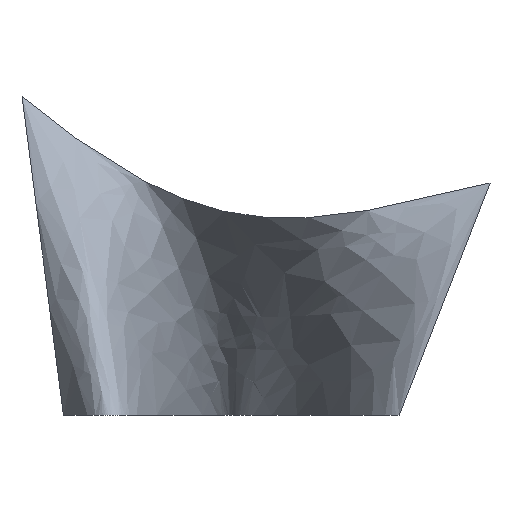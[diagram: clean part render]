
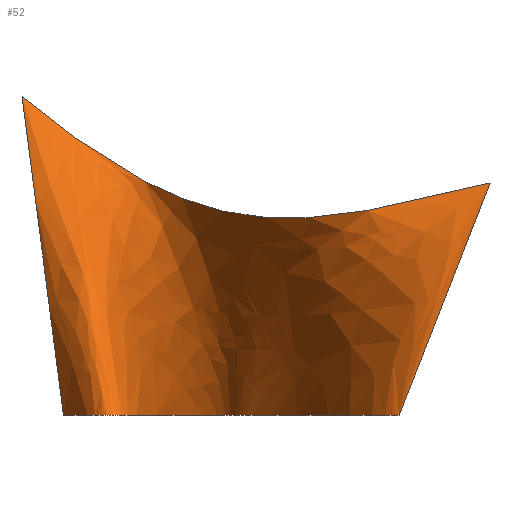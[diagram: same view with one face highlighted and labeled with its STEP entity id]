
A CAD part, left-side view. The second image highlights one B-rep face of the part: STEP entity #52.
In plain terms, the highlighted free-form (B-spline) face has degree [3, 1] with [16, 2] control points.
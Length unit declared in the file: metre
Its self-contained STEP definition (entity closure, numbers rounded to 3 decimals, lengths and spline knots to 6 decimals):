
#33=ORIENTED_EDGE('',*,*,#37,.T.);
#34=ORIENTED_EDGE('',*,*,#38,.F.);
#35=ORIENTED_EDGE('',*,*,#39,.F.);
#36=ORIENTED_EDGE('',*,*,#40,.T.);
#37=EDGE_CURVE('',#41,#42,#45,.T.);
#38=EDGE_CURVE('',#43,#42,#46,.F.);
#39=EDGE_CURVE('',#44,#43,#47,.F.);
#40=EDGE_CURVE('',#44,#41,#48,.T.);
#41=VERTEX_POINT('',#127);
#42=VERTEX_POINT('',#128);
#43=VERTEX_POINT('',#157);
#44=VERTEX_POINT('',#162);
#45=B_SPLINE_CURVE_WITH_KNOTS('',3,(#123,#124,#125,#126),.UNSPECIFIED.,
 .F.,.F.,(4,4),(0.,1.),.UNSPECIFIED.);
#46=B_SPLINE_CURVE_WITH_KNOTS('',3,(#129,#130,#131,#132,#133,#134,#135,
#136,#137,#138,#139,#140,#141,#142,#143,#144,#145,#146,#147,#148,#149,#150,
#151,#152,#153,#154,#155,#156),.UNSPECIFIED.,.F.,.F.,(4,1,1,1,1,1,1,1,1,
1,1,1,1,1,1,1,1,1,1,1,1,1,1,1,1,4),(0.,0.0625,0.09375,0.125,0.15625,0.171875,
0.1875,0.21875,0.25,0.28125,0.3125,0.375,0.4375,0.5,0.53125,0.5625,0.578125,
0.59375,0.625,0.65625,0.6875,0.75,0.8125,0.875,0.9375,1.),.UNSPECIFIED.);
#47=B_SPLINE_CURVE_WITH_KNOTS('',3,(#158,#159,#160,#161),.UNSPECIFIED.,
 .F.,.F.,(4,4),(0.,1.),.UNSPECIFIED.);
#48=B_SPLINE_CURVE_WITH_KNOTS('',3,(#163,#164,#165,#166,#167,#168,#169,
#170,#171,#172,#173,#174,#175),.UNSPECIFIED.,.F.,.F.,(4,1,1,1,1,1,1,1,1,
1,4),(0.,0.125,0.25,0.3125,0.375,0.4375,0.5,0.625,0.75,0.875,1.),
 .UNSPECIFIED.);
#49=EDGE_LOOP('',(#33,#34,#35,#36));
#50=FACE_BOUND('',#49,.T.);
#51=B_SPLINE_SURFACE_WITH_KNOTS('',3,1,((#91,#92),(#93,#94),(#95,#96),(#97,
#98),(#99,#100),(#101,#102),(#103,#104),(#105,#106),(#107,#108),(#109,#110),
(#111,#112),(#113,#114),(#115,#116),(#117,#118),(#119,#120),(#121,#122)),
 .RULED_SURF.,.F.,.F.,.F.,(4,2,2,2,2,2,2,4),(2,2),(0.,0.40625,0.421875,
0.6875,0.75,0.828125,0.84375,1.),(0.,1.),.UNSPECIFIED.);
#52=ADVANCED_FACE('',(#50),#51,.T.);
#91=CARTESIAN_POINT('',(0.,-0.051385,0.05908));
#92=CARTESIAN_POINT('',(-0.048471,-0.028271,0.));
#93=CARTESIAN_POINT('',(0.,-0.030074,0.053735));
#94=CARTESIAN_POINT('',(-0.036708,-0.012412,0.));
#95=CARTESIAN_POINT('',(0.,-0.008762,0.04839));
#96=CARTESIAN_POINT('',(0.065516,0.002004,0.));
#97=CARTESIAN_POINT('',(0.,0.010281,0.050756));
#98=CARTESIAN_POINT('',(0.070934,0.0133,0.));
#99=CARTESIAN_POINT('',(0.,0.010982,0.050855));
#100=CARTESIAN_POINT('',(0.070991,0.013713,0.));
#101=CARTESIAN_POINT('',(0.,0.023516,0.052834));
#102=CARTESIAN_POINT('',(0.069248,0.021053,0.));
#103=CARTESIAN_POINT('',(0.,0.03405,0.057847));
#104=CARTESIAN_POINT('',(0.023662,0.026454,0.));
#105=CARTESIAN_POINT('',(0.,0.044851,0.064359));
#106=CARTESIAN_POINT('',(-0.01819,0.034135,0.));
#107=CARTESIAN_POINT('',(0.,0.046809,0.065613));
#108=CARTESIAN_POINT('',(-0.025514,0.035643,0.));
#109=CARTESIAN_POINT('',(0.,0.050979,0.068385));
#110=CARTESIAN_POINT('',(-0.038903,0.039207,0.));
#111=CARTESIAN_POINT('',(0.,0.053136,0.069896));
#112=CARTESIAN_POINT('',(-0.044196,0.041305,0.));
#113=CARTESIAN_POINT('',(0.,0.055594,0.071685));
#114=CARTESIAN_POINT('',(-0.046275,0.044036,0.));
#115=CARTESIAN_POINT('',(0.,0.056,0.071983));
#116=CARTESIAN_POINT('',(-0.046475,0.044499,0.));
#117=CARTESIAN_POINT('',(0.,0.060414,0.075247));
#118=CARTESIAN_POINT('',(-0.047264,0.049641,0.));
#119=CARTESIAN_POINT('',(0.,0.064029,0.078143));
#120=CARTESIAN_POINT('',(-0.035204,0.054766,0.));
#121=CARTESIAN_POINT('',(0.,0.067645,0.081039));
#122=CARTESIAN_POINT('',(-0.030449,0.057086,0.));
#123=CARTESIAN_POINT('',(0.,0.067645,0.081039));
#124=CARTESIAN_POINT('',(-0.01015,0.064125,0.054026));
#125=CARTESIAN_POINT('',(-0.0203,0.060606,0.027013));
#126=CARTESIAN_POINT('',(-0.030449,0.057086,0.));
#127=CARTESIAN_POINT('',(0.,0.067645,0.081039));
#128=CARTESIAN_POINT('',(-0.030449,0.057086,0.));
#129=CARTESIAN_POINT('',(-0.030449,0.057086,0.));
#130=CARTESIAN_POINT('',(-0.032351,0.056158,0.));
#131=CARTESIAN_POINT('',(-0.036957,0.054093,0.));
#132=CARTESIAN_POINT('',(-0.04275,0.050618,0.));
#133=CARTESIAN_POINT('',(-0.045954,0.047807,0.));
#134=CARTESIAN_POINT('',(-0.046876,0.045425,0.));
#135=CARTESIAN_POINT('',(-0.046073,0.043574,0.));
#136=CARTESIAN_POINT('',(-0.044114,0.041782,0.));
#137=CARTESIAN_POINT('',(-0.039705,0.039641,0.));
#138=CARTESIAN_POINT('',(-0.031808,0.037208,0.));
#139=CARTESIAN_POINT('',(-0.021852,0.034889,0.));
#140=CARTESIAN_POINT('',(-0.006556,0.031918,0.));
#141=CARTESIAN_POINT('',(0.014993,0.028373,0.));
#142=CARTESIAN_POINT('',(0.040392,0.024208,0.));
#143=CARTESIAN_POINT('',(0.057549,0.020657,0.));
#144=CARTESIAN_POINT('',(0.066696,0.017676,0.));
#145=CARTESIAN_POINT('',(0.07005,0.015736,0.));
#146=CARTESIAN_POINT('',(0.071047,0.014126,0.));
#147=CARTESIAN_POINT('',(0.07082,0.012474,0.));
#148=CARTESIAN_POINT('',(0.068381,0.01033,0.));
#149=CARTESIAN_POINT('',(0.062523,0.007637,0.));
#150=CARTESIAN_POINT('',(0.051486,0.003894,0.));
#151=CARTESIAN_POINT('',(0.032919,-0.001056,0.));
#152=CARTESIAN_POINT('',(0.007101,-0.007383,0.));
#153=CARTESIAN_POINT('',(-0.018157,-0.014053,0.));
#154=CARTESIAN_POINT('',(-0.03876,-0.02102,0.));
#155=CARTESIAN_POINT('',(-0.046662,-0.025831,0.));
#156=CARTESIAN_POINT('',(-0.048471,-0.028271,0.));
#157=CARTESIAN_POINT('',(-0.048471,-0.028271,0.));
#158=CARTESIAN_POINT('',(-0.048471,-0.028271,0.));
#159=CARTESIAN_POINT('',(-0.032314,-0.035976,0.019693));
#160=CARTESIAN_POINT('',(-0.016157,-0.043681,0.039386));
#161=CARTESIAN_POINT('',(0.,-0.051385,0.05908));
#162=CARTESIAN_POINT('',(0.,-0.051385,0.05908));
#163=CARTESIAN_POINT('',(0.,-0.051385,0.05908));
#164=CARTESIAN_POINT('',(0.,-0.044828,0.057435));
#165=CARTESIAN_POINT('',(0.,-0.031713,0.054146));
#166=CARTESIAN_POINT('',(0.,-0.015752,0.051144));
#167=CARTESIAN_POINT('',(0.,-0.003504,0.050078));
#168=CARTESIAN_POINT('',(0.,0.005358,0.050103));
#169=CARTESIAN_POINT('',(0.,0.013828,0.051157));
#170=CARTESIAN_POINT('',(0.,0.024528,0.053921));
#171=CARTESIAN_POINT('',(0.,0.036704,0.059272));
#172=CARTESIAN_POINT('',(0.,0.049076,0.066928));
#173=CARTESIAN_POINT('',(0.,0.058966,0.074086));
#174=CARTESIAN_POINT('',(0.,0.064752,0.078722));
#175=CARTESIAN_POINT('',(0.,0.067645,0.081039));
